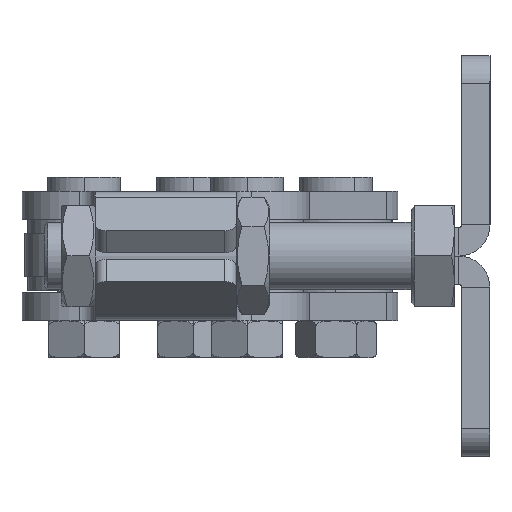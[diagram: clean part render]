
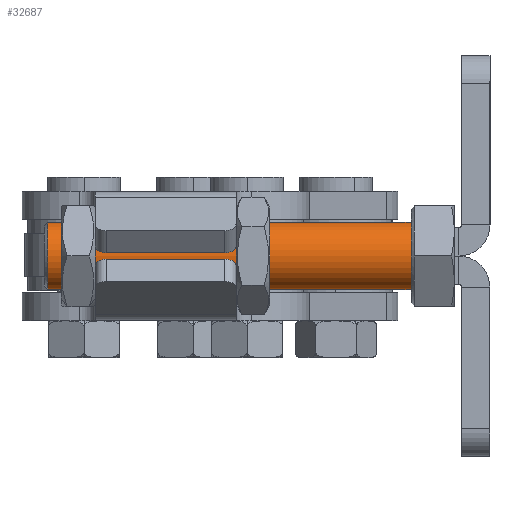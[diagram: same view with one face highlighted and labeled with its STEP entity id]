
A CAD part, left-side view. The second image highlights one B-rep face of the part: STEP entity #32687.
In plain terms, the highlighted cylindrical face has radius 6 mm (diameter 12 mm), a partial arc.
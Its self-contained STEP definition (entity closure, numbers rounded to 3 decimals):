
#3255 = VERTEX_POINT ( 'NONE', #20684 ) ;
#3588 = DIRECTION ( 'NONE',  ( 0., 0., 1. ) ) ;
#3590 = DIRECTION ( 'NONE',  ( -1., 0., 0. ) ) ;
#3592 = CARTESIAN_POINT ( 'NONE',  ( 72.68, 0., 0. ) ) ;
#6507 = CARTESIAN_POINT ( 'NONE',  ( 72.08, 0., 6. ) ) ;
#6551 = CARTESIAN_POINT ( 'NONE',  ( 7.68, 0., 6. ) ) ;
#6572 = CARTESIAN_POINT ( 'NONE',  ( 7.68, 0., -6. ) ) ;
#7650 = CARTESIAN_POINT ( 'NONE',  ( 72.68, 0., 6. ) ) ;
#7658 = DIRECTION ( 'NONE',  ( -1., 0., 0. ) ) ;
#7663 = DIRECTION ( 'NONE',  ( -1., 0., 0. ) ) ;
#7667 = CARTESIAN_POINT ( 'NONE',  ( 72.68, 0., -6. ) ) ;
#7668 = CARTESIAN_POINT ( 'NONE',  ( 7.68, 0., 0. ) ) ;
#7669 = DIRECTION ( 'NONE',  ( 1., 0., 0. ) ) ;
#7670 = DIRECTION ( 'NONE',  ( 0., 0., 1. ) ) ;
#7675 = CARTESIAN_POINT ( 'NONE',  ( 72.08, 0., 0. ) ) ;
#7676 = DIRECTION ( 'NONE',  ( -1., 0., 0. ) ) ;
#7677 = DIRECTION ( 'NONE',  ( 0., 0., -1. ) ) ;
#9319 = LINE ( 'NONE', #7667, #9330 ) ;
#9325 = LINE ( 'NONE', #7650, #9327 ) ;
#9326 = CIRCLE ( 'NONE', #12042, 6. ) ;
#9327 = VECTOR ( 'NONE', #7658, 1000. ) ;
#9328 = CIRCLE ( 'NONE', #12043, 6. ) ;
#9330 = VECTOR ( 'NONE', #7663, 1000. ) ;
#12042 = AXIS2_PLACEMENT_3D ( 'NONE', #7668, #7669, #7670 ) ;
#12043 = AXIS2_PLACEMENT_3D ( 'NONE', #7675, #7676, #7677 ) ;
#13319 = FACE_OUTER_BOUND ( 'NONE', #22903, .T. ) ;
#13323 = CYLINDRICAL_SURFACE ( 'NONE', #21846, 6. ) ;
#15413 = VERTEX_POINT ( 'NONE', #6572 ) ;
#15433 = VERTEX_POINT ( 'NONE', #6551 ) ;
#15472 = VERTEX_POINT ( 'NONE', #6507 ) ;
#17522 = EDGE_CURVE ( 'NONE', #15472, #15433, #9325, .T. ) ;
#17523 = EDGE_CURVE ( 'NONE', #15413, #15433, #9326, .T. ) ;
#17524 = EDGE_CURVE ( 'NONE', #3255, #15413, #9319, .T. ) ;
#17526 = EDGE_CURVE ( 'NONE', #15472, #3255, #9328, .T. ) ;
#20684 = CARTESIAN_POINT ( 'NONE',  ( 72.08, 0., -6. ) ) ;
#21846 = AXIS2_PLACEMENT_3D ( 'NONE', #3592, #3590, #3588 ) ;
#22903 = EDGE_LOOP ( 'NONE', ( #23980, #23981, #23982, #23983 ) ) ;
#23980 = ORIENTED_EDGE ( 'NONE', *, *, #17526, .T. ) ;
#23981 = ORIENTED_EDGE ( 'NONE', *, *, #17524, .T. ) ;
#23982 = ORIENTED_EDGE ( 'NONE', *, *, #17523, .T. ) ;
#23983 = ORIENTED_EDGE ( 'NONE', *, *, #17522, .F. ) ;
#32687 = ADVANCED_FACE ( 'NONE', ( #13319 ), #13323, .T. ) ;
